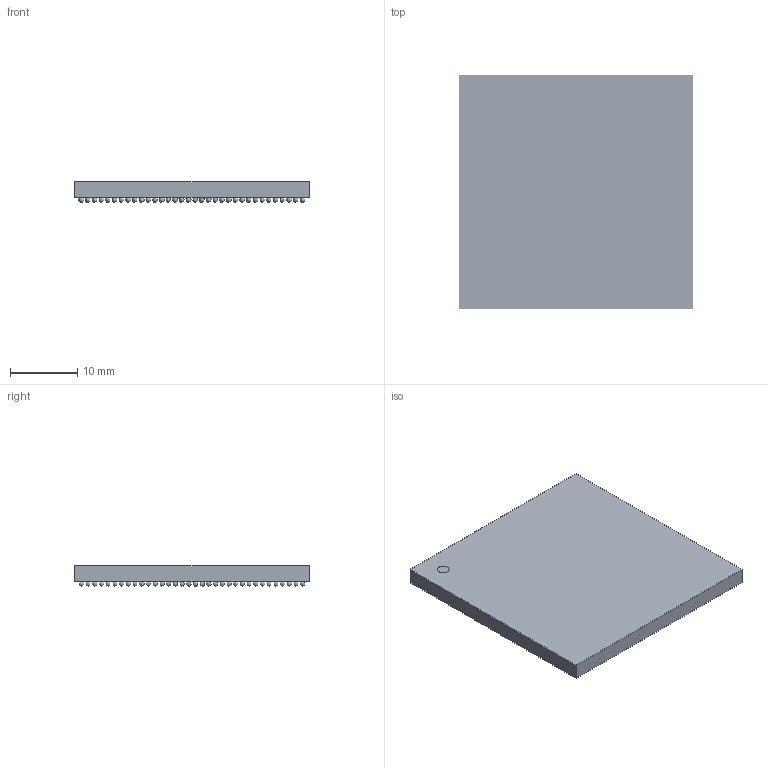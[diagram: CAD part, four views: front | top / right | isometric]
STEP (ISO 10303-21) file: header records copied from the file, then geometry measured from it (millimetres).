
FILE_DESCRIPTION(('STEP AP214'),'1');
FILE_NAME('FFG1156_XIL','2021-11-29T15:11:03',(''),(''),'','','');
FILE_SCHEMA(('AUTOMOTIVE_DESIGN'));
Length unit declared in the file: millimetre
Products named in the file (1): product
Bounding box: 35 x 35 x 3.1 mm (x, y, z)
Volume: 3144.6 mm3; surface area: 4626.5 mm2
Topology: 1158 solids, 1158 shells, 1165 faces, 3483 edges, 2322 vertices
Faces by surface type: sphere 1156, plane 8, cylinder 1
Full cylindrical faces by diameter (mm): 1.75 x1
Entity records: 10660 total; most frequent: DIRECTION 2350, CARTESIAN_POINT 1179, AXIS2_PLACEMENT_3D 1169, STYLED_ITEM 1165, ADVANCED_FACE 1165, MANIFOLD_SOLID_BREP 1158, CLOSED_SHELL 1158, SPHERICAL_SURFACE 1156
